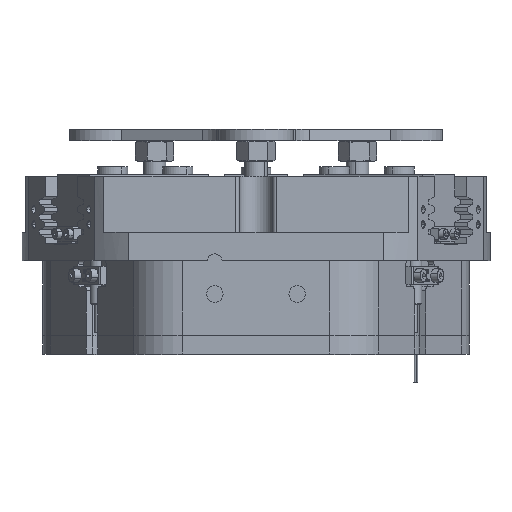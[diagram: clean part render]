
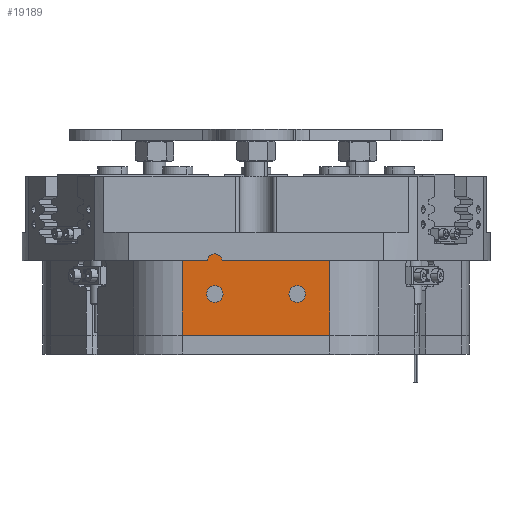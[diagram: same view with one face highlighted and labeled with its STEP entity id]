
A CAD part, top view. The second image highlights one B-rep face of the part: STEP entity #19189.
In plain terms, the highlighted planar face has unit normal (0, 0, 1).
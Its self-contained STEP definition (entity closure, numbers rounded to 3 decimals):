
#448 = DIRECTION ( 'NONE',  ( 1., 0., 0. ) ) ;
#450 = CIRCLE ( 'NONE', #23520, 4.4 ) ;
#1041 = CARTESIAN_POINT ( 'NONE',  ( -39.26, 0., 104. ) ) ;
#1225 = EDGE_CURVE ( 'NONE', #45692, #40801, #55584, .T. ) ;
#1553 = VECTOR ( 'NONE', #58294, 1000. ) ;
#4374 = CIRCLE ( 'NONE', #10665, 4.4 ) ;
#4618 = VERTEX_POINT ( 'NONE', #55867 ) ;
#6380 = AXIS2_PLACEMENT_3D ( 'NONE', #56848, #37112, #36926 ) ;
#9417 = VECTOR ( 'NONE', #11701, 1000. ) ;
#9612 = EDGE_CURVE ( 'NONE', #16792, #34664, #42842, .T. ) ;
#10665 = AXIS2_PLACEMENT_3D ( 'NONE', #17468, #41508, #51485 ) ;
#11701 = DIRECTION ( 'NONE',  ( 0., 1., 0. ) ) ;
#12705 = DIRECTION ( 'NONE',  ( 1., 0., 0. ) ) ;
#13282 = VERTEX_POINT ( 'NONE', #29675 ) ;
#13332 = CIRCLE ( 'NONE', #26426, 4.4 ) ;
#13464 = CARTESIAN_POINT ( 'NONE',  ( 0., 40., 104. ) ) ;
#14702 = ORIENTED_EDGE ( 'NONE', *, *, #59530, .F. ) ;
#16139 = CARTESIAN_POINT ( 'NONE',  ( 22., 22., 104. ) ) ;
#16792 = VERTEX_POINT ( 'NONE', #25167 ) ;
#17468 = CARTESIAN_POINT ( 'NONE',  ( 22., 22., 104. ) ) ;
#18216 = ORIENTED_EDGE ( 'NONE', *, *, #22447, .T. ) ;
#19189 = ADVANCED_FACE ( 'NONE', ( #24866, #37822, #50749 ), #28529, .F. ) ;
#21342 = VERTEX_POINT ( 'NONE', #39272 ) ;
#21418 = DIRECTION ( 'NONE',  ( 1., 0., 0. ) ) ;
#22447 = EDGE_CURVE ( 'NONE', #4618, #37860, #27639, .T. ) ;
#22653 = CARTESIAN_POINT ( 'NONE',  ( 0., 40., 104. ) ) ;
#23520 = AXIS2_PLACEMENT_3D ( 'NONE', #58282, #28983, #62984 ) ;
#23632 = EDGE_CURVE ( 'NONE', #56168, #4618, #51073, .T. ) ;
#24290 = CARTESIAN_POINT ( 'NONE',  ( -39.26, 0., 104. ) ) ;
#24864 = ORIENTED_EDGE ( 'NONE', *, *, #39090, .F. ) ;
#24866 = FACE_OUTER_BOUND ( 'NONE', #28719, .T. ) ;
#25167 = CARTESIAN_POINT ( 'NONE',  ( -18.031, 40., 104. ) ) ;
#26426 = AXIS2_PLACEMENT_3D ( 'NONE', #33862, #29597, #448 ) ;
#27639 = LINE ( 'NONE', #34658, #9417 ) ;
#28099 = DIRECTION ( 'NONE',  ( 0., 0., -1. ) ) ;
#28529 = PLANE ( 'NONE',  #59470 ) ;
#28632 = EDGE_CURVE ( 'NONE', #34842, #13282, #450, .T. ) ;
#28719 = EDGE_LOOP ( 'NONE', ( #24864, #37965, #60343, #31239, #51699, #18216 ) ) ;
#28983 = DIRECTION ( 'NONE',  ( 0., 0., 1. ) ) ;
#29597 = DIRECTION ( 'NONE',  ( 0., 0., 1. ) ) ;
#29675 = CARTESIAN_POINT ( 'NONE',  ( -17.6, 22., 104. ) ) ;
#31239 = ORIENTED_EDGE ( 'NONE', *, *, #51509, .T. ) ;
#33134 = CARTESIAN_POINT ( 'NONE',  ( 0., 0., 104. ) ) ;
#33862 = CARTESIAN_POINT ( 'NONE',  ( -22., 22., 104. ) ) ;
#34658 = CARTESIAN_POINT ( 'NONE',  ( 39.26, 40., 104. ) ) ;
#34664 = VERTEX_POINT ( 'NONE', #38358 ) ;
#34842 = VERTEX_POINT ( 'NONE', #40883 ) ;
#36926 = DIRECTION ( 'NONE',  ( -1., 0., 0. ) ) ;
#37022 = EDGE_LOOP ( 'NONE', ( #39053, #14702 ) ) ;
#37112 = DIRECTION ( 'NONE',  ( 0., 0., 1. ) ) ;
#37335 = LINE ( 'NONE', #24290, #1553 ) ;
#37481 = DIRECTION ( 'NONE',  ( -1., 0., 0. ) ) ;
#37822 = FACE_BOUND ( 'NONE', #37022, .T. ) ;
#37829 = LINE ( 'NONE', #45191, #47707 ) ;
#37860 = VERTEX_POINT ( 'NONE', #62869 ) ;
#37965 = ORIENTED_EDGE ( 'NONE', *, *, #9612, .T. ) ;
#38358 = CARTESIAN_POINT ( 'NONE',  ( -25.969, 40., 104. ) ) ;
#39053 = ORIENTED_EDGE ( 'NONE', *, *, #1225, .F. ) ;
#39090 = EDGE_CURVE ( 'NONE', #16792, #37860, #37829, .T. ) ;
#39272 = CARTESIAN_POINT ( 'NONE',  ( -39.26, 40., 104. ) ) ;
#40484 = VECTOR ( 'NONE', #56501, 1000. ) ;
#40595 = DIRECTION ( 'NONE',  ( 0., 0., 1. ) ) ;
#40801 = VERTEX_POINT ( 'NONE', #48286 ) ;
#40883 = CARTESIAN_POINT ( 'NONE',  ( -26.4, 22., 104. ) ) ;
#41508 = DIRECTION ( 'NONE',  ( 0., 0., 1. ) ) ;
#41795 = EDGE_CURVE ( 'NONE', #13282, #34842, #13332, .T. ) ;
#42518 = ORIENTED_EDGE ( 'NONE', *, *, #28632, .F. ) ;
#42842 = CIRCLE ( 'NONE', #6380, 4. ) ;
#45191 = CARTESIAN_POINT ( 'NONE',  ( 0., 40., 104. ) ) ;
#45594 = DIRECTION ( 'NONE',  ( 1., 0., 0. ) ) ;
#45692 = VERTEX_POINT ( 'NONE', #53543 ) ;
#47707 = VECTOR ( 'NONE', #45594, 1000. ) ;
#48286 = CARTESIAN_POINT ( 'NONE',  ( 17.6, 22., 104. ) ) ;
#49386 = LINE ( 'NONE', #22653, #50122 ) ;
#50122 = VECTOR ( 'NONE', #12705, 1000. ) ;
#50749 = FACE_BOUND ( 'NONE', #50809, .T. ) ;
#50809 = EDGE_LOOP ( 'NONE', ( #57722, #42518 ) ) ;
#51073 = LINE ( 'NONE', #33134, #40484 ) ;
#51485 = DIRECTION ( 'NONE',  ( 1., 0., 0. ) ) ;
#51509 = EDGE_CURVE ( 'NONE', #21342, #56168, #37335, .T. ) ;
#51699 = ORIENTED_EDGE ( 'NONE', *, *, #23632, .T. ) ;
#52961 = AXIS2_PLACEMENT_3D ( 'NONE', #16139, #40595, #21418 ) ;
#53543 = CARTESIAN_POINT ( 'NONE',  ( 26.4, 22., 104. ) ) ;
#55584 = CIRCLE ( 'NONE', #52961, 4.4 ) ;
#55867 = CARTESIAN_POINT ( 'NONE',  ( 39.26, 0., 104. ) ) ;
#56168 = VERTEX_POINT ( 'NONE', #1041 ) ;
#56501 = DIRECTION ( 'NONE',  ( 1., 0., 0. ) ) ;
#56848 = CARTESIAN_POINT ( 'NONE',  ( -22., 39.5, 104. ) ) ;
#57722 = ORIENTED_EDGE ( 'NONE', *, *, #41795, .F. ) ;
#58282 = CARTESIAN_POINT ( 'NONE',  ( -22., 22., 104. ) ) ;
#58294 = DIRECTION ( 'NONE',  ( 0., -1., 0. ) ) ;
#58676 = EDGE_CURVE ( 'NONE', #21342, #34664, #49386, .T. ) ;
#59470 = AXIS2_PLACEMENT_3D ( 'NONE', #13464, #28099, #37481 ) ;
#59530 = EDGE_CURVE ( 'NONE', #40801, #45692, #4374, .T. ) ;
#60343 = ORIENTED_EDGE ( 'NONE', *, *, #58676, .F. ) ;
#62869 = CARTESIAN_POINT ( 'NONE',  ( 39.26, 40., 104. ) ) ;
#62984 = DIRECTION ( 'NONE',  ( 1., 0., 0. ) ) ;
